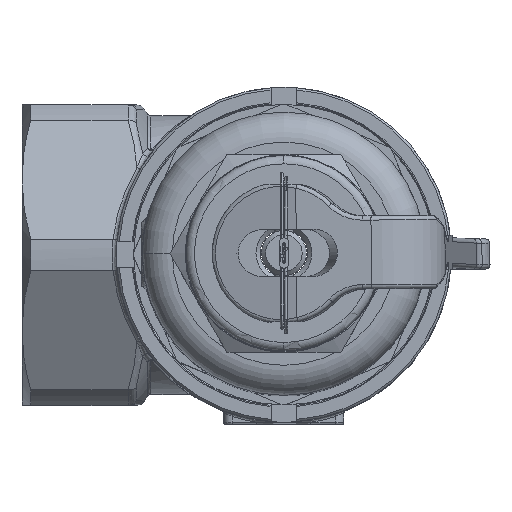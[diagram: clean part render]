
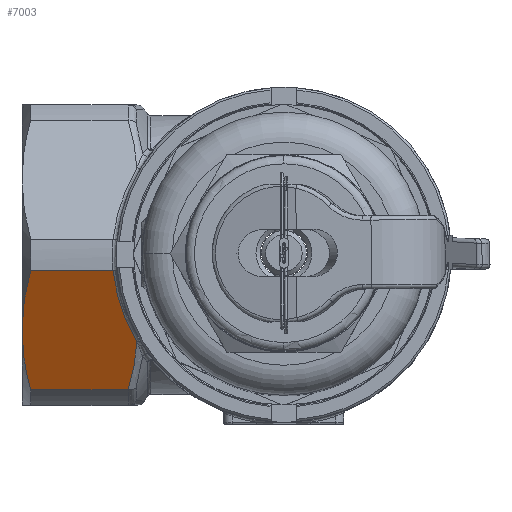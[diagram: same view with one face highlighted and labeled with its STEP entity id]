
A CAD part, top view. The second image highlights one B-rep face of the part: STEP entity #7003.
In plain terms, the highlighted planar face has unit normal (0, -0.5, 0.866).
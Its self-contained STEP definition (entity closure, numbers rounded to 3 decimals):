
#6232=CARTESIAN_POINT('',(-61.,-17.5,30.311));
#6233=VERTEX_POINT('',#6232);
#6405=CARTESIAN_POINT('',(-58.979,-3.61,38.33));
#6406=VERTEX_POINT('',#6405);
#6407=CARTESIAN_POINT('',(-39.828,-3.61,38.33));
#6408=VERTEX_POINT('',#6407);
#6409=CARTESIAN_POINT('',(-58.979,-3.61,38.33));
#6410=DIRECTION('',(1.,0.,0.));
#6411=VECTOR('',#6410,19.151);
#6412=LINE('',#6409,#6411);
#6413=EDGE_CURVE('NONE',#6406,#6408,#6412,.T.);
#6701=CARTESIAN_POINT('',(-58.979,-31.39,22.291));
#6702=VERTEX_POINT('',#6701);
#6736=CARTESIAN_POINT('',(-36.265,-31.39,22.291));
#6737=VERTEX_POINT('',#6736);
#6745=CARTESIAN_POINT('',(-36.265,-31.39,22.291));
#6746=DIRECTION('',(-1.,-0.,-0.));
#6747=VECTOR('',#6746,22.714);
#6748=LINE('',#6745,#6747);
#6749=EDGE_CURVE('NONE',#6737,#6702,#6748,.T.);
#6947=CARTESIAN_POINT('',(0.001,-35.,20.207));
#6948=DIRECTION('',(0.,0.5,-0.866));
#6949=DIRECTION('',(0.,0.866,0.5));
#6950=AXIS2_PLACEMENT_3D('',#6947,#6948,#6949);
#6951=PLANE('',#6950);
#6952=CARTESIAN_POINT('',(-34.22,-20.213,28.745));
#6953=VERTEX_POINT('',#6952);
#6954=CARTESIAN_POINT('',(-36.265,-31.39,22.291));
#6955=CARTESIAN_POINT('',(-35.731,-29.557,23.35));
#6956=CARTESIAN_POINT('',(-35.278,-27.708,24.417));
#6957=CARTESIAN_POINT('',(-34.58,-23.975,26.573));
#6958=CARTESIAN_POINT('',(-34.338,-22.099,27.656));
#6959=CARTESIAN_POINT('',(-34.22,-20.213,28.745));
#6960=B_SPLINE_CURVE_WITH_KNOTS('',3,(#6954,#6955,#6956,#6957,#6958,#6959),.UNSPECIFIED.,.F.,.F.,(4,2,4),(0.,0.007,0.013),.UNSPECIFIED.);
#6961=EDGE_CURVE('NONE',#6737,#6953,#6960,.T.);
#6962=ORIENTED_EDGE('',*,*,#6961,.T.);
#6963=CARTESIAN_POINT('',(-39.788,-3.608,38.331));
#6964=VERTEX_POINT('',#6963);
#6965=CARTESIAN_POINT('',(-34.22,-20.213,28.745));
#6966=CARTESIAN_POINT('',(-37.292,-15.136,31.675));
#6967=CARTESIAN_POINT('',(-39.179,-9.511,34.924));
#6968=CARTESIAN_POINT('',(-39.788,-3.608,38.331));
#6969=(BOUNDED_CURVE()
B_SPLINE_CURVE(3,(#6965,#6966,#6967,#6968),.UNSPECIFIED.,.F.,.F.)
B_SPLINE_CURVE_WITH_KNOTS((4,4),(4.168,4.61),.UNSPECIFIED.)
CURVE()
GEOMETRIC_REPRESENTATION_ITEM()
RATIONAL_B_SPLINE_CURVE((1.,0.984,0.984,1.))
REPRESENTATION_ITEM(''));
#6970=EDGE_CURVE('NONE',#6953,#6964,#6969,.T.);
#6971=ORIENTED_EDGE('',*,*,#6970,.T.);
#6972=CARTESIAN_POINT('',(-39.788,-3.608,38.331));
#6973=CARTESIAN_POINT('',(-39.802,-3.609,38.331));
#6974=CARTESIAN_POINT('',(-39.815,-3.61,38.33));
#6975=CARTESIAN_POINT('',(-39.828,-3.61,38.33));
#6976=B_SPLINE_CURVE_WITH_KNOTS('',3,(#6972,#6973,#6974,#6975),.UNSPECIFIED.,.F.,.F.,(4,4),(0.,0.),.UNSPECIFIED.);
#6977=EDGE_CURVE('NONE',#6964,#6408,#6976,.T.);
#6978=ORIENTED_EDGE('',*,*,#6977,.T.);
#6979=ORIENTED_EDGE('',*,*,#6413,.F.);
#6980=CARTESIAN_POINT('',(-58.979,-3.61,38.33));
#6981=CARTESIAN_POINT('',(-59.616,-5.902,37.007));
#6982=CARTESIAN_POINT('',(-60.125,-8.204,35.678));
#6983=CARTESIAN_POINT('',(-60.817,-12.832,33.006));
#6984=CARTESIAN_POINT('',(-61.,-15.159,31.662));
#6985=CARTESIAN_POINT('',(-61.,-17.5,30.311));
#6986=B_SPLINE_CURVE_WITH_KNOTS('',3,(#6980,#6981,#6982,#6983,#6984,#6985),.UNSPECIFIED.,.F.,.F.,(4,2,4),(0.,0.008,0.016),.UNSPECIFIED.);
#6987=EDGE_CURVE('NONE',#6406,#6233,#6986,.T.);
#6988=ORIENTED_EDGE('',*,*,#6987,.T.);
#6989=CARTESIAN_POINT('',(-61.,-17.5,30.311));
#6990=CARTESIAN_POINT('',(-61.,-18.662,29.64));
#6991=CARTESIAN_POINT('',(-60.955,-19.827,28.967));
#6992=CARTESIAN_POINT('',(-60.777,-22.164,27.618));
#6993=CARTESIAN_POINT('',(-60.643,-23.333,26.943));
#6994=CARTESIAN_POINT('',(-60.122,-26.813,24.934));
#6995=CARTESIAN_POINT('',(-59.612,-29.11,23.608));
#6996=CARTESIAN_POINT('',(-58.979,-31.39,22.291));
#6997=B_SPLINE_CURVE_WITH_KNOTS('',3,(#6989,#6990,#6991,#6992,#6993,#6994,#6995,#6996),.UNSPECIFIED.,.F.,.F.,(4,2,2,4),(0.016,0.02,0.024,0.032),.UNSPECIFIED.);
#6998=EDGE_CURVE('NONE',#6233,#6702,#6997,.T.);
#6999=ORIENTED_EDGE('',*,*,#6998,.T.);
#7000=ORIENTED_EDGE('',*,*,#6749,.F.);
#7001=EDGE_LOOP('',(#6962,#6971,#6978,#6979,#6988,#6999,#7000));
#7002=FACE_BOUND('',#7001,.T.);
#7003=ADVANCED_FACE('NONE',(#7002),#6951,.F.);
